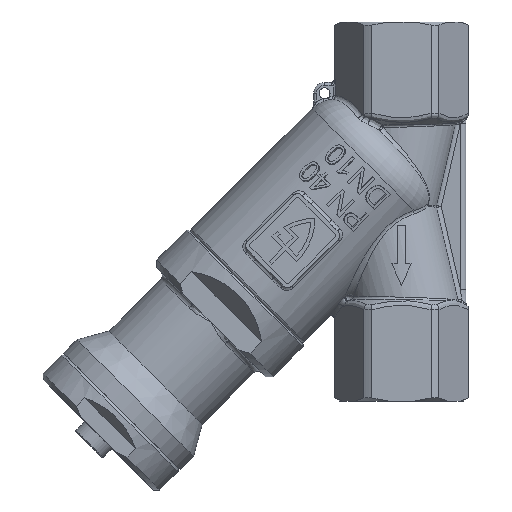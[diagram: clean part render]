
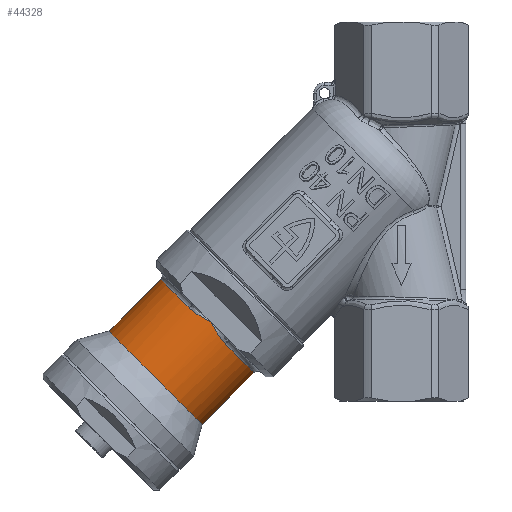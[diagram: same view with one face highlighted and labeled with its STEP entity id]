
A CAD part, left-side view. The second image highlights one B-rep face of the part: STEP entity #44328.
In plain terms, the highlighted cylindrical face has radius 12 mm (diameter 24 mm), a partial arc.
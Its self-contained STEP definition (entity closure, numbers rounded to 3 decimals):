
#369 = EDGE_CURVE ( 'NONE', #31746, #16898, #49456, .T. ) ;
#1536 = CARTESIAN_POINT ( 'NONE',  ( -12., 48.863, -34.264 ) ) ;
#1567 = CARTESIAN_POINT ( 'NONE',  ( 0., 40.37, -43.841 ) ) ;
#1677 = EDGE_CURVE ( 'NONE', #23235, #36159, #34954, .T. ) ;
#2908 = AXIS2_PLACEMENT_3D ( 'NONE', #5695, #21816, #41435 ) ;
#4976 = CARTESIAN_POINT ( 'NONE',  ( -12., 48.148, -34.648 ) ) ;
#5695 = CARTESIAN_POINT ( 'NONE',  ( 0., 33.299, -19.799 ) ) ;
#5966 = CARTESIAN_POINT ( 'NONE',  ( 0., 48.855, -35.355 ) ) ;
#7331 = DIRECTION ( 'NONE',  ( 0., 0.707, 0.707 ) ) ;
#7706 = VECTOR ( 'NONE', #29947, 1000. ) ;
#7938 = CARTESIAN_POINT ( 'NONE',  ( -11.077, 45.592, -38.619 ) ) ;
#8773 = EDGE_CURVE ( 'NONE', #27675, #41814, #44674, .T. ) ;
#9937 = AXIS2_PLACEMENT_3D ( 'NONE', #35588, #27378, #7331 ) ;
#10424 = CARTESIAN_POINT ( 'NONE',  ( 0., 41.784, -11.314 ) ) ;
#11389 = EDGE_CURVE ( 'NONE', #23235, #31746, #40302, .T. ) ;
#11559 = EDGE_CURVE ( 'NONE', #16898, #44385, #46204, .T. ) ;
#12611 = CARTESIAN_POINT ( 'NONE',  ( -12., 48.148, -34.648 ) ) ;
#14385 = B_SPLINE_CURVE_WITH_KNOTS ( 'NONE', 3,
 ( #7938, #35374, #20360, #24014, #44395, #40719, #36157, #52253, #32193, #48355 ),
 .UNSPECIFIED., .F., .F.,
 ( 4, 2, 2, 2, 4 ),
 ( 0., 0.001, 0.002, 0.004, 0.005 ),
 .UNSPECIFIED. ) ;
#15347 = VECTOR ( 'NONE', #28013, 1000. ) ;
#15403 = ORIENTED_EDGE ( 'NONE', *, *, #369, .T. ) ;
#16023 = ORIENTED_EDGE ( 'NONE', *, *, #42708, .T. ) ;
#16898 = VERTEX_POINT ( 'NONE', #1567 ) ;
#17376 = CARTESIAN_POINT ( 'NONE',  ( 0., 49.777, -53.248 ) ) ;
#17900 = FACE_OUTER_BOUND ( 'NONE', #33991, .T. ) ;
#20360 = CARTESIAN_POINT ( 'NONE',  ( -11.369, 46.097, -38.056 ) ) ;
#21109 = CARTESIAN_POINT ( 'NONE',  ( -11.697, 50.593, -33.265 ) ) ;
#21338 = CARTESIAN_POINT ( 'NONE',  ( -11.077, 52.119, -32.092 ) ) ;
#21364 = CARTESIAN_POINT ( 'NONE',  ( -11.601, 50.927, -33.05 ) ) ;
#21816 = DIRECTION ( 'NONE',  ( 0., -0.707, 0.707 ) ) ;
#23235 = VERTEX_POINT ( 'NONE', #45267 ) ;
#23435 = ORIENTED_EDGE ( 'NONE', *, *, #46144, .T. ) ;
#24014 = CARTESIAN_POINT ( 'NONE',  ( -11.601, 46.55, -37.427 ) ) ;
#25310 = CARTESIAN_POINT ( 'NONE',  ( -11.077, 52.119, -32.092 ) ) ;
#25604 = ORIENTED_EDGE ( 'NONE', *, *, #11389, .T. ) ;
#27378 = DIRECTION ( 'NONE',  ( 0., 0.707, -0.707 ) ) ;
#27675 = VERTEX_POINT ( 'NONE', #12611 ) ;
#28002 = ORIENTED_EDGE ( 'NONE', *, *, #11559, .T. ) ;
#28013 = DIRECTION ( 'NONE',  ( 0., -0.707, 0.707 ) ) ;
#29947 = DIRECTION ( 'NONE',  ( 0., -0.707, 0.707 ) ) ;
#31746 = VERTEX_POINT ( 'NONE', #17376 ) ;
#32193 = CARTESIAN_POINT ( 'NONE',  ( -12., 47.957, -35.004 ) ) ;
#32454 = AXIS2_PLACEMENT_3D ( 'NONE', #5966, #45944, #42457 ) ;
#33991 = EDGE_LOOP ( 'NONE', ( #36111, #25604, #15403, #28002, #16023, #42314, #23435 ) ) ;
#34954 = LINE ( 'NONE', #10424, #7706 ) ;
#35374 = CARTESIAN_POINT ( 'NONE',  ( -11.234, 45.858, -38.353 ) ) ;
#35588 = CARTESIAN_POINT ( 'NONE',  ( 0., 48.855, -35.355 ) ) ;
#35828 = CIRCLE ( 'NONE', #32454, 12. ) ;
#36111 = ORIENTED_EDGE ( 'NONE', *, *, #1677, .F. ) ;
#36157 = CARTESIAN_POINT ( 'NONE',  ( -11.906, 47.374, -36.067 ) ) ;
#36159 = VERTEX_POINT ( 'NONE', #47505 ) ;
#37197 = CARTESIAN_POINT ( 'NONE',  ( -11.234, 51.853, -32.358 ) ) ;
#38770 = DIRECTION ( 'NONE',  ( 0., -0.707, 0.707 ) ) ;
#40302 = CIRCLE ( 'NONE', #42797, 12. ) ;
#40719 = CARTESIAN_POINT ( 'NONE',  ( -11.849, 47.177, -36.414 ) ) ;
#41435 = DIRECTION ( 'NONE',  ( 0., -0.707, -0.707 ) ) ;
#41814 = VERTEX_POINT ( 'NONE', #21338 ) ;
#41933 = CYLINDRICAL_SURFACE ( 'NONE', #2908, 12. ) ;
#42314 = ORIENTED_EDGE ( 'NONE', *, *, #8773, .T. ) ;
#42457 = DIRECTION ( 'NONE',  ( 0., 0.707, 0.707 ) ) ;
#42708 = EDGE_CURVE ( 'NONE', #44385, #27675, #14385, .T. ) ;
#42797 = AXIS2_PLACEMENT_3D ( 'NONE', #51425, #38770, #46995 ) ;
#44328 = ADVANCED_FACE ( 'NONE', ( #17900 ), #41933, .T. ) ;
#44385 = VERTEX_POINT ( 'NONE', #46927 ) ;
#44395 = CARTESIAN_POINT ( 'NONE',  ( -11.697, 46.765, -37.093 ) ) ;
#44674 = B_SPLINE_CURVE_WITH_KNOTS ( 'NONE', 3,
 ( #4976, #1536, #48862, #21109, #21364, #45450, #37197, #25310 ),
 .UNSPECIFIED., .F., .F.,
 ( 4, 2, 2, 4 ),
 ( 0., 0.002, 0.004, 0.005 ),
 .UNSPECIFIED. ) ;
#45267 = CARTESIAN_POINT ( 'NONE',  ( 0., 66.748, -36.277 ) ) ;
#45450 = CARTESIAN_POINT ( 'NONE',  ( -11.369, 51.556, -32.597 ) ) ;
#45944 = DIRECTION ( 'NONE',  ( 0., 0.707, -0.707 ) ) ;
#46144 = EDGE_CURVE ( 'NONE', #41814, #36159, #35828, .T. ) ;
#46204 = CIRCLE ( 'NONE', #9937, 12. ) ;
#46927 = CARTESIAN_POINT ( 'NONE',  ( -11.077, 45.592, -38.619 ) ) ;
#46995 = DIRECTION ( 'NONE',  ( 0., -0.707, -0.707 ) ) ;
#47505 = CARTESIAN_POINT ( 'NONE',  ( 0., 57.341, -26.87 ) ) ;
#48355 = CARTESIAN_POINT ( 'NONE',  ( -12., 48.148, -34.648 ) ) ;
#48862 = CARTESIAN_POINT ( 'NONE',  ( -11.925, 49.575, -33.882 ) ) ;
#48937 = CARTESIAN_POINT ( 'NONE',  ( 0., 24.814, -28.284 ) ) ;
#49456 = LINE ( 'NONE', #48937, #15347 ) ;
#51425 = CARTESIAN_POINT ( 'NONE',  ( 0., 58.263, -44.763 ) ) ;
#52253 = CARTESIAN_POINT ( 'NONE',  ( -11.981, 47.764, -35.363 ) ) ;
